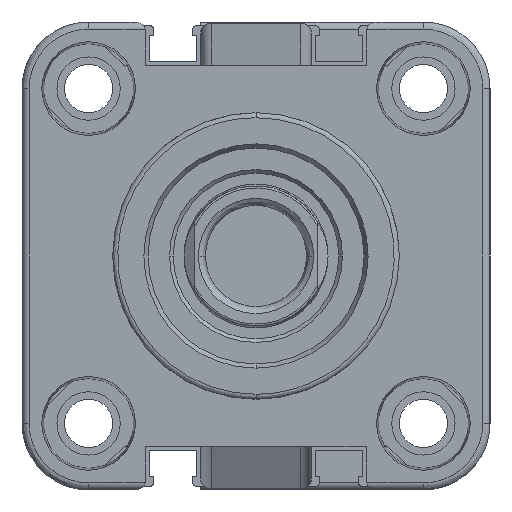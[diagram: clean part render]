
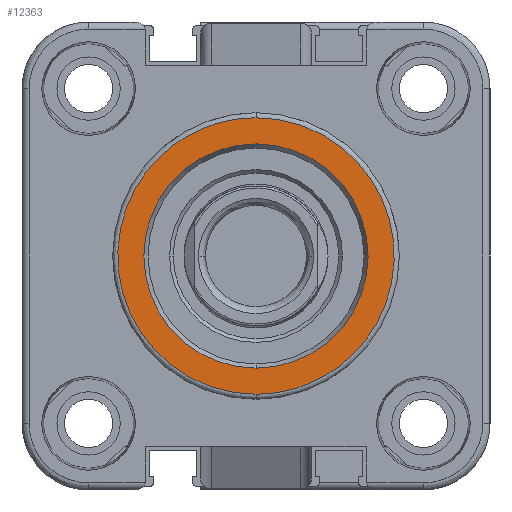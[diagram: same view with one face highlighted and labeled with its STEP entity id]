
A CAD part, front view. The second image highlights one B-rep face of the part: STEP entity #12363.
In plain terms, the highlighted face is planar.
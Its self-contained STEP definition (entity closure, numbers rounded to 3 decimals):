
#47 = EDGE_CURVE ( 'NONE', #1081, #354, #11307, .T. ) ;
#53 =( BOUNDED_CURVE ( )  B_SPLINE_CURVE ( 3, ( #8504, #6336, #6377, #7470 ),
 .UNSPECIFIED., .F., .F. ) 
 B_SPLINE_CURVE_WITH_KNOTS ( ( 4, 4 ),
 ( 0., 1. ),
 .UNSPECIFIED. ) 
 CURVE ( )  GEOMETRIC_REPRESENTATION_ITEM ( )  RATIONAL_B_SPLINE_CURVE ( ( 1., 0.333, 0.333, 1. ) ) 
 REPRESENTATION_ITEM ( '' )  );
#258 = EDGE_CURVE ( 'NONE', #354, #1081, #3962, .T. ) ;
#352 = AXIS2_PLACEMENT_3D ( 'NONE', #10300, #9261, #4904 ) ;
#354 = VERTEX_POINT ( 'NONE', #3283 ) ;
#1018 = EDGE_LOOP ( 'NONE', ( #9775, #1662 ) ) ;
#1081 = VERTEX_POINT ( 'NONE', #6169 ) ;
#1622 = AXIS2_PLACEMENT_3D ( 'NONE', #6359, #1858, #8445 ) ;
#1662 = ORIENTED_EDGE ( 'NONE', *, *, #258, .F. ) ;
#1845 = EDGE_CURVE ( 'NONE', #5966, #9968, #53, .T. ) ;
#1858 = DIRECTION ( 'NONE',  ( -1., 0., 0. ) ) ;
#1894 = CARTESIAN_POINT ( 'NONE',  ( 274.95, 214.438, 307.666 ) ) ;
#1899 = PLANE ( 'NONE',  #1622 ) ;
#3283 = CARTESIAN_POINT ( 'NONE',  ( 274.95, 214.438, 304.043 ) ) ;
#3671 = CARTESIAN_POINT ( 'NONE',  ( 274.95, 214.438, 269.266 ) ) ;
#3755 = EDGE_LOOP ( 'NONE', ( #8673, #11023 ) ) ;
#3962 = CIRCLE ( 'NONE', #352, 15.577 ) ;
#4532 =( BOUNDED_CURVE ( )  B_SPLINE_CURVE ( 3, ( #3671, #13389, #13527, #5887 ),
 .UNSPECIFIED., .F., .F. ) 
 B_SPLINE_CURVE_WITH_KNOTS ( ( 4, 4 ),
 ( 0., 1. ),
 .UNSPECIFIED. ) 
 CURVE ( )  GEOMETRIC_REPRESENTATION_ITEM ( )  RATIONAL_B_SPLINE_CURVE ( ( 1., 0.333, 0.333, 1. ) ) 
 REPRESENTATION_ITEM ( '' )  );
#4904 = DIRECTION ( 'NONE',  ( 0., 0., -1. ) ) ;
#5887 = CARTESIAN_POINT ( 'NONE',  ( 274.95, 214.438, 307.666 ) ) ;
#5966 = VERTEX_POINT ( 'NONE', #1894 ) ;
#6169 = CARTESIAN_POINT ( 'NONE',  ( 274.95, 214.438, 272.889 ) ) ;
#6336 = CARTESIAN_POINT ( 'NONE',  ( 274.95, 252.838, 307.666 ) ) ;
#6359 = CARTESIAN_POINT ( 'NONE',  ( 274.95, 234.338, 288.466 ) ) ;
#6377 = CARTESIAN_POINT ( 'NONE',  ( 274.95, 252.838, 269.266 ) ) ;
#7470 = CARTESIAN_POINT ( 'NONE',  ( 274.95, 214.438, 269.266 ) ) ;
#8044 = FACE_OUTER_BOUND ( 'NONE', #3755, .T. ) ;
#8129 = DIRECTION ( 'NONE',  ( 0., 0., -1. ) ) ;
#8445 = DIRECTION ( 'NONE',  ( 0., 0., 1. ) ) ;
#8504 = CARTESIAN_POINT ( 'NONE',  ( 274.95, 214.438, 307.666 ) ) ;
#8673 = ORIENTED_EDGE ( 'NONE', *, *, #1845, .F. ) ;
#9097 = AXIS2_PLACEMENT_3D ( 'NONE', #11367, #9115, #8129 ) ;
#9115 = DIRECTION ( 'NONE',  ( 1., 0., 0. ) ) ;
#9261 = DIRECTION ( 'NONE',  ( 1., 0., 0. ) ) ;
#9723 = FACE_BOUND ( 'NONE', #1018, .T. ) ;
#9775 = ORIENTED_EDGE ( 'NONE', *, *, #47, .F. ) ;
#9968 = VERTEX_POINT ( 'NONE', #13199 ) ;
#10119 = EDGE_CURVE ( 'NONE', #9968, #5966, #4532, .T. ) ;
#10300 = CARTESIAN_POINT ( 'NONE',  ( 274.95, 214.438, 288.466 ) ) ;
#11023 = ORIENTED_EDGE ( 'NONE', *, *, #10119, .F. ) ;
#11307 = CIRCLE ( 'NONE', #9097, 15.577 ) ;
#11367 = CARTESIAN_POINT ( 'NONE',  ( 274.95, 214.438, 288.466 ) ) ;
#12363 = ADVANCED_FACE ( 'NONE', ( #9723, #8044 ), #1899, .F. ) ;
#13199 = CARTESIAN_POINT ( 'NONE',  ( 274.95, 214.438, 269.266 ) ) ;
#13389 = CARTESIAN_POINT ( 'NONE',  ( 274.95, 176.038, 269.266 ) ) ;
#13527 = CARTESIAN_POINT ( 'NONE',  ( 274.95, 176.038, 307.666 ) ) ;
